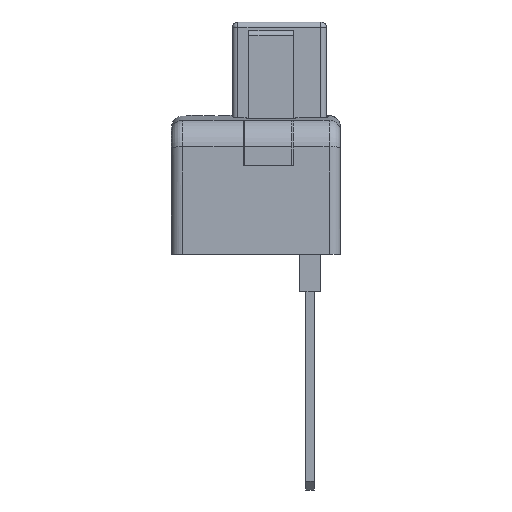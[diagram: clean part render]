
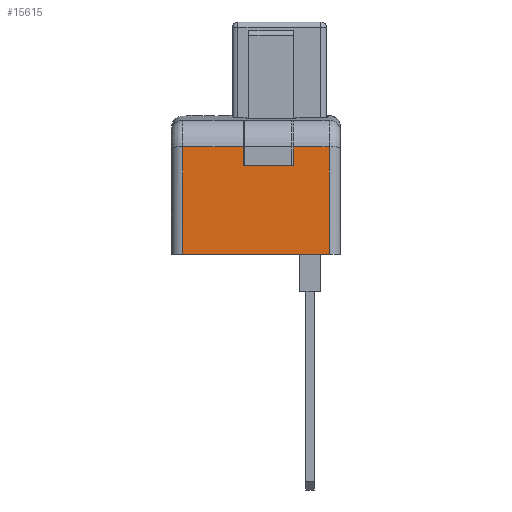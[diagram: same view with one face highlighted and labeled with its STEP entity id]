
A CAD part, front view. The second image highlights one B-rep face of the part: STEP entity #15615.
In plain terms, the highlighted planar face has unit normal (0, -1, 0).
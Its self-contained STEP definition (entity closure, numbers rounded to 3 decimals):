
#1704 = DIRECTION ( 'NONE',  ( 0., 0., -1. ) ) ;
#1705 = VECTOR ( 'NONE', #1704, 1000. ) ;
#1706 = CARTESIAN_POINT ( 'NONE',  ( 2.5, -40.527, -19.886 ) ) ;
#1707 = LINE ( 'NONE', #1706, #1705 ) ;
#2896 = CARTESIAN_POINT ( 'NONE',  ( 2.5, -40.527, -0.463 ) ) ;
#3146 = DIRECTION ( 'NONE',  ( -1., 0., 0. ) ) ;
#3147 = VECTOR ( 'NONE', #3146, 1000. ) ;
#3148 = CARTESIAN_POINT ( 'NONE',  ( 31., -40.527, -0.463 ) ) ;
#3150 = LINE ( 'NONE', #3148, #3147 ) ;
#3217 = FACE_OUTER_BOUND ( 'NONE', #13277, .T. ) ;
#3232 = DIRECTION ( 'NONE',  ( 1., 0., 0. ) ) ;
#3233 = VECTOR ( 'NONE', #3232, 1000. ) ;
#3234 = CARTESIAN_POINT ( 'NONE',  ( 31., -40.527, -3.886 ) ) ;
#3235 = LINE ( 'NONE', #3234, #3233 ) ;
#3254 = DIRECTION ( 'NONE',  ( 0., 0., -1. ) ) ;
#3255 = DIRECTION ( 'NONE',  ( 0., -1., 0. ) ) ;
#3256 = CARTESIAN_POINT ( 'NONE',  ( 31., -40.527, -19.886 ) ) ;
#3257 = AXIS2_PLACEMENT_3D ( 'NONE', #3256, #3255, #3254 ) ;
#3260 = PLANE ( 'NONE',  #3257 ) ;
#3410 = DIRECTION ( 'NONE',  ( -1., 0., 0. ) ) ;
#3411 = VECTOR ( 'NONE', #3410, 1000. ) ;
#3412 = CARTESIAN_POINT ( 'NONE',  ( 31., -40.527, -0.463 ) ) ;
#3413 = LINE ( 'NONE', #3412, #3411 ) ;
#3453 = DIRECTION ( 'NONE',  ( 0., 0., 1. ) ) ;
#3454 = VECTOR ( 'NONE', #3453, 1000. ) ;
#3455 = CARTESIAN_POINT ( 'NONE',  ( 29., -40.527, -19.886 ) ) ;
#3456 = LINE ( 'NONE', #3455, #3454 ) ;
#7020 = VERTEX_POINT ( 'NONE', #13751 ) ;
#7026 = EDGE_CURVE ( 'NONE', #7027, #7020, #13798, .T. ) ;
#7027 = VERTEX_POINT ( 'NONE', #13794 ) ;
#7055 = VERTEX_POINT ( 'NONE', #13768 ) ;
#7065 = EDGE_CURVE ( 'NONE', #7055, #7067, #13832, .T. ) ;
#7067 = VERTEX_POINT ( 'NONE', #13828 ) ;
#9357 = VERTEX_POINT ( 'NONE', #20916 ) ;
#9360 = EDGE_CURVE ( 'NONE', #9361, #9357, #20914, .T. ) ;
#9361 = VERTEX_POINT ( 'NONE', #20910 ) ;
#11229 = ORIENTED_EDGE ( 'NONE', *, *, #9360, .F. ) ;
#12155 = VERTEX_POINT ( 'NONE', #30641 ) ;
#12308 = ORIENTED_EDGE ( 'NONE', *, *, #12735, .T. ) ;
#12735 = EDGE_CURVE ( 'NONE', #13238, #9357, #1707, .T. ) ;
#13200 = ORIENTED_EDGE ( 'NONE', *, *, #15324, .F. ) ;
#13238 = VERTEX_POINT ( 'NONE', #2896 ) ;
#13264 = ORIENTED_EDGE ( 'NONE', *, *, #7026, .T. ) ;
#13277 = EDGE_LOOP ( 'NONE', ( #13200, #13264, #14704, #12308, #11229, #16414, #13941, #14020 ) ) ;
#13751 = CARTESIAN_POINT ( 'NONE',  ( 13.5, -40.527, -0.463 ) ) ;
#13768 = CARTESIAN_POINT ( 'NONE',  ( 22.5, -40.527, -0.463 ) ) ;
#13794 = CARTESIAN_POINT ( 'NONE',  ( 13.5, -40.527, -3.886 ) ) ;
#13795 = DIRECTION ( 'NONE',  ( 0., 0., 1. ) ) ;
#13796 = VECTOR ( 'NONE', #13795, 1000. ) ;
#13797 = CARTESIAN_POINT ( 'NONE',  ( 13.5, -40.527, -19.886 ) ) ;
#13798 = LINE ( 'NONE', #13797, #13796 ) ;
#13828 = CARTESIAN_POINT ( 'NONE',  ( 22.5, -40.527, -3.886 ) ) ;
#13829 = DIRECTION ( 'NONE',  ( 0., 0., -1. ) ) ;
#13830 = VECTOR ( 'NONE', #13829, 1000. ) ;
#13831 = CARTESIAN_POINT ( 'NONE',  ( 22.5, -40.527, -19.886 ) ) ;
#13832 = LINE ( 'NONE', #13831, #13830 ) ;
#13941 = ORIENTED_EDGE ( 'NONE', *, *, #16407, .T. ) ;
#14020 = ORIENTED_EDGE ( 'NONE', *, *, #7065, .T. ) ;
#14635 = EDGE_CURVE ( 'NONE', #7020, #13238, #3150, .T. ) ;
#14704 = ORIENTED_EDGE ( 'NONE', *, *, #14635, .T. ) ;
#15324 = EDGE_CURVE ( 'NONE', #7027, #7067, #3235, .T. ) ;
#15615 = ADVANCED_FACE ( 'NONE', ( #3217 ), #3260, .T. ) ;
#16407 = EDGE_CURVE ( 'NONE', #12155, #7055, #3413, .T. ) ;
#16414 = ORIENTED_EDGE ( 'NONE', *, *, #16421, .T. ) ;
#16421 = EDGE_CURVE ( 'NONE', #9361, #12155, #3456, .T. ) ;
#20910 = CARTESIAN_POINT ( 'NONE',  ( 29., -40.527, -19.886 ) ) ;
#20911 = DIRECTION ( 'NONE',  ( -1., 0., 0. ) ) ;
#20912 = VECTOR ( 'NONE', #20911, 1000. ) ;
#20913 = CARTESIAN_POINT ( 'NONE',  ( 31., -40.527, -19.886 ) ) ;
#20914 = LINE ( 'NONE', #20913, #20912 ) ;
#20916 = CARTESIAN_POINT ( 'NONE',  ( 2.5, -40.527, -19.886 ) ) ;
#30641 = CARTESIAN_POINT ( 'NONE',  ( 29., -40.527, -0.463 ) ) ;
